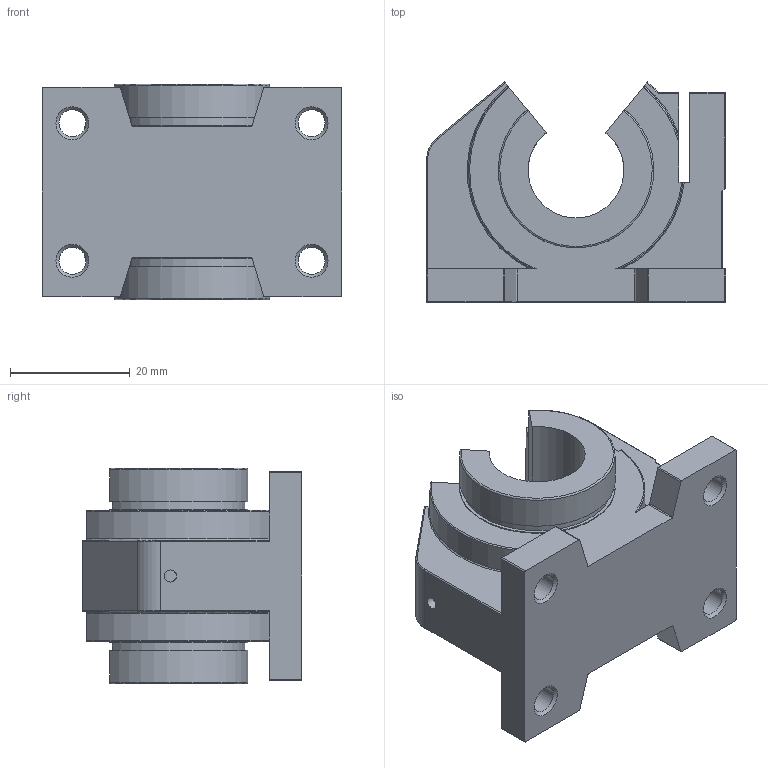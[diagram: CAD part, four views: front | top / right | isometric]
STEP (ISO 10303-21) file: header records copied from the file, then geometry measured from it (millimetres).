
FILE_DESCRIPTION(/* description */ (''),/* implementation_level */ '2;1');
FILE_NAME(/* name */ '131411-0.step',/* time_stamp */ '2021-08-11T11:00:55+02:00',/* author */ ('Muellerj'),/* organization */ (''),/* preprocessor_version */ 'ST-DEVELOPER v18.1',/* originating_system */ 'Autodesk Inventor 2021',/* authorisation */ '');
FILE_SCHEMA (('AUTOMOTIVE_DESIGN { 1 0 10303 214 3 1 1 }'));
Length unit declared in the file: millimetre
Products named in the file (3): MTW_1-00050935; MTW_1-00050934; leer
Assembly tree (2 placements, depth 2):
  MTW_1-00050935
    MTW_1-00050934
    leer
Bounding box: 50 x 36.77 x 36 mm (x, y, z)
Volume: 30573.3 mm3; surface area: 13623.9 mm2
Topology: 2 solids, 2 shells, 127 faces, 336 edges, 215 vertices
Faces by surface type: cylinder 54, plane 46, torus 20, cone 4, sphere 3
Full cylindrical faces by diameter (mm): 2.013 x1, 2.459 x2, 4.5 x4, 8 x4
Entity records: 4273 total; most frequent: CARTESIAN_POINT 924, DIRECTION 713, ORIENTED_EDGE 666, EDGE_CURVE 333, AXIS2_PLACEMENT_3D 272, VERTEX_POINT 215, LINE 169, VECTOR 169
